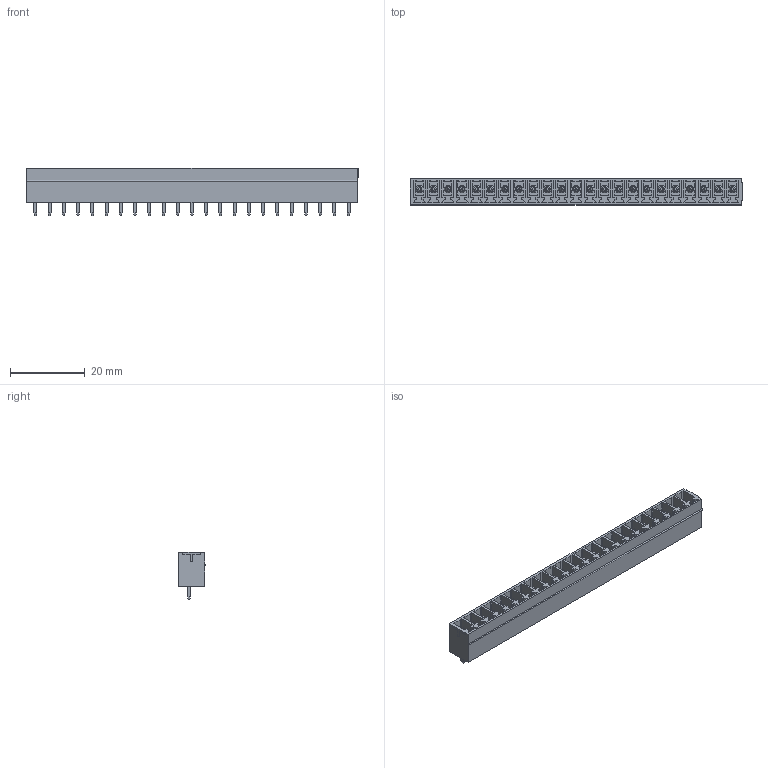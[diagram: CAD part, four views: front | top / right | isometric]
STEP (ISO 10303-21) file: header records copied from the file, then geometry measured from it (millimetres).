
FILE_DESCRIPTION( ( 'Unknown' ), '1' );
FILE_NAME( '691321300023.stp', 'Unknown', ( 'Unknown' ), ( 'Unknown' ), 'PSStep 14.0', 'Unknown', ' ' );
FILE_SCHEMA( ( 'AUTOMOTIVE_DESIGN { 1 0 10303 214 1 1 1 1 }' ) );
Length unit declared in the file: millimetre
Products named in the file (3): Assem1; 6913213000xx_PIN; 691321300023
Assembly tree (24 placements, depth 2):
  Assem1
    6913213000xx_PIN  x23
    691321300023
Bounding box: 88.82 x 7.2 x 12.7 mm (x, y, z)
Volume: 2841.5 mm3; surface area: 8436.6 mm2
Topology: 24 solids, 24 shells, 1335 faces, 3562 edges, 2298 vertices
Faces by surface type: plane 1240, cylinder 72, torus 23
Full cylindrical faces by diameter (mm): 1.9 x23
Entity records: 41056 total; most frequent: CARTESIAN_POINT 5852, ORIENTED_EDGE 5754, DIRECTION 5148, EDGE_CURVE 2877, LINE 2710, VECTOR 2710, VERTEX_POINT 1923, AXIS2_PLACEMENT_3D 1219
